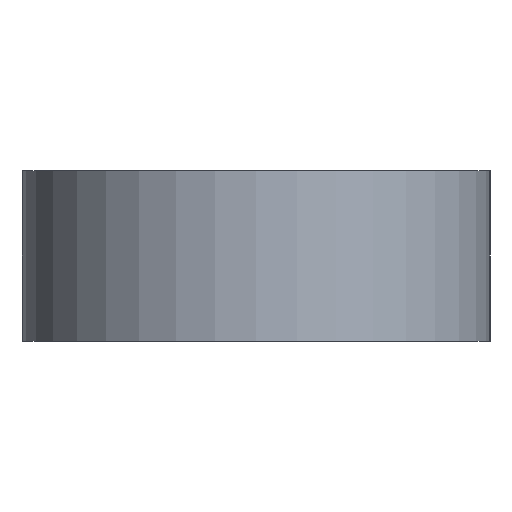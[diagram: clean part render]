
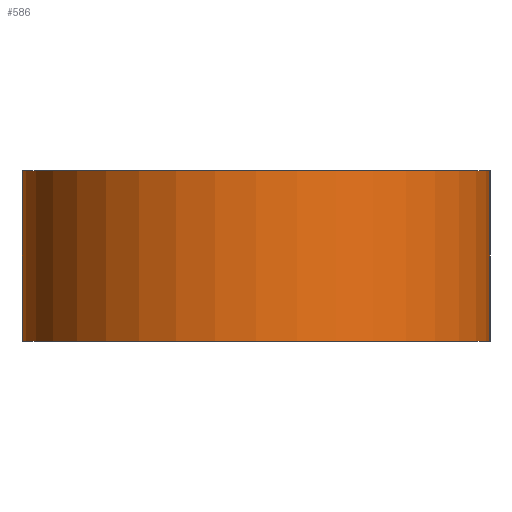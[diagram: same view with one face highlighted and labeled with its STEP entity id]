
A CAD part, left-side view. The second image highlights one B-rep face of the part: STEP entity #586.
In plain terms, the highlighted cylindrical face has radius 5.48 mm (diameter 10.96 mm), a partial arc.
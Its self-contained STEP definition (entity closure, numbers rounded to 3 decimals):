
#42=CIRCLE('',#650,5.48);
#46=CIRCLE('',#655,5.48);
#58=CYLINDRICAL_SURFACE('',#657,5.48);
#206=ORIENTED_EDGE('',*,*,#307,.T.);
#207=ORIENTED_EDGE('',*,*,#310,.F.);
#208=ORIENTED_EDGE('',*,*,#301,.F.);
#209=ORIENTED_EDGE('',*,*,#295,.T.);
#295=EDGE_CURVE('',#360,#359,#415,.T.);
#301=EDGE_CURVE('',#360,#364,#42,.T.);
#307=EDGE_CURVE('',#359,#368,#46,.T.);
#310=EDGE_CURVE('',#364,#368,#422,.T.);
#359=VERTEX_POINT('',#970);
#360=VERTEX_POINT('',#972);
#364=VERTEX_POINT('',#983);
#368=VERTEX_POINT('',#994);
#415=LINE('',#971,#471);
#422=LINE('',#999,#478);
#471=VECTOR('',#794,1000.);
#478=VECTOR('',#823,1000.);
#508=EDGE_LOOP('',(#206,#207,#208,#209));
#540=FACE_BOUND('',#508,.T.);
#586=ADVANCED_FACE('',(#540),#58,.T.);
#650=AXIS2_PLACEMENT_3D('',#982,#804,#805);
#655=AXIS2_PLACEMENT_3D('',#993,#816,#817);
#657=AXIS2_PLACEMENT_3D('',#998,#821,#822);
#794=DIRECTION('',(0.,0.,-1.));
#804=DIRECTION('',(0.,0.,1.));
#805=DIRECTION('',(1.,0.,0.));
#816=DIRECTION('',(0.,0.,1.));
#817=DIRECTION('',(1.,0.,0.));
#821=DIRECTION('',(0.,0.,-1.));
#822=DIRECTION('',(-1.,0.,0.));
#823=DIRECTION('',(0.,0.,-1.));
#970=CARTESIAN_POINT('',(0.,5.48,-2.));
#971=CARTESIAN_POINT('',(0.,5.48,2.));
#972=CARTESIAN_POINT('',(0.,5.48,2.));
#982=CARTESIAN_POINT('',(0.,0.,2.));
#983=CARTESIAN_POINT('',(0.,-5.48,2.));
#993=CARTESIAN_POINT('',(0.,0.,-2.));
#994=CARTESIAN_POINT('',(0.,-5.48,-2.));
#998=CARTESIAN_POINT('',(0.,0.,2.));
#999=CARTESIAN_POINT('',(0.,-5.48,2.));
